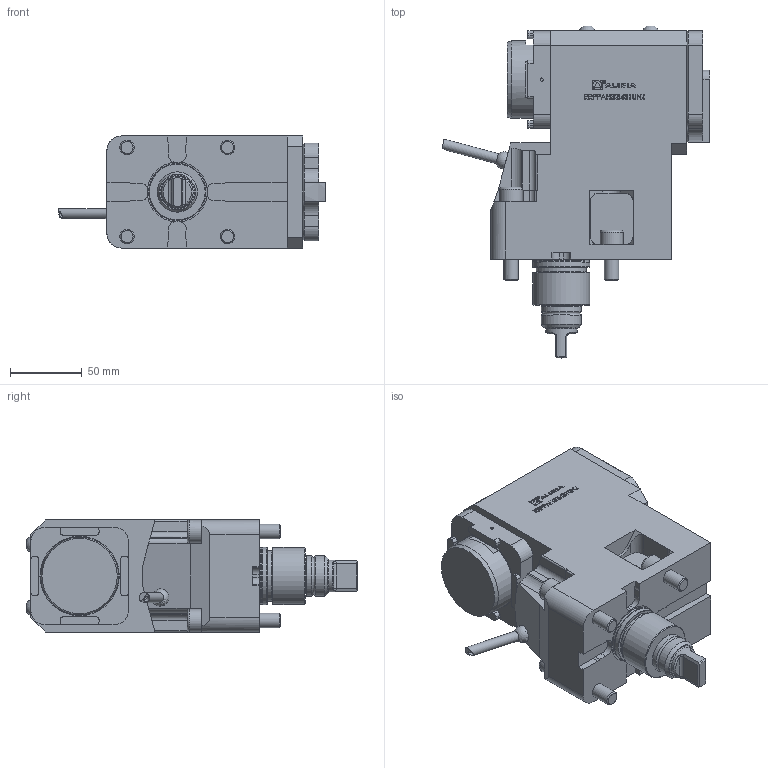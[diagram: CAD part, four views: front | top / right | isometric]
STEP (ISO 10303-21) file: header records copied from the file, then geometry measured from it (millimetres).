
FILE_DESCRIPTION (( 'STEP AP214' ), '1' );
FILE_NAME ('RRPPAH32I431UNZ.STEP', '2025-10-06T09:20:08', ( '' ), ( '' ), 'SwSTEP 2.0', 'SolidWorks 2023', '' );
FILE_SCHEMA (( 'AUTOMOTIVE_DESIGN' ));
Length unit declared in the file: millimetre
Products named in the file (1): RRPPAH32I431UNZ
Bounding box: 186.57 x 231.1 x 78 mm (x, y, z)
Volume: 1485686.1 mm3; surface area: 105981.1 mm2
Topology: 1 solids, 1 shells, 642 faces, 1677 edges, 1103 vertices
Faces by surface type: plane 393, cylinder 128, bspline 68, cone 36, torus 12, sphere 5
Full cylindrical faces by diameter (mm): 1.7 x1, 2.1 x1, 4 x1, 6.366 x1, 7 x1, 10 x4, 10.5 x4, 16 x4, 22 x1, 25 x1, 28 x2, 35.1 x1, 39.5 x1, 39.8 x1, 39.9 x1, 54 x1
Entity records: 26248 total; most frequent: CARTESIAN_POINT 7695, ORIENTED_EDGE 3214, DIRECTION 2848, EDGE_CURVE 1607, LINE 1104, VECTOR 1104, VERTEX_POINT 1085, AXIS2_PLACEMENT_3D 872
